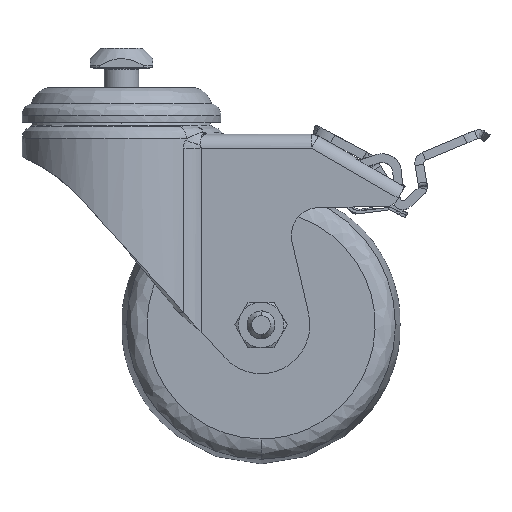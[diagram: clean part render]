
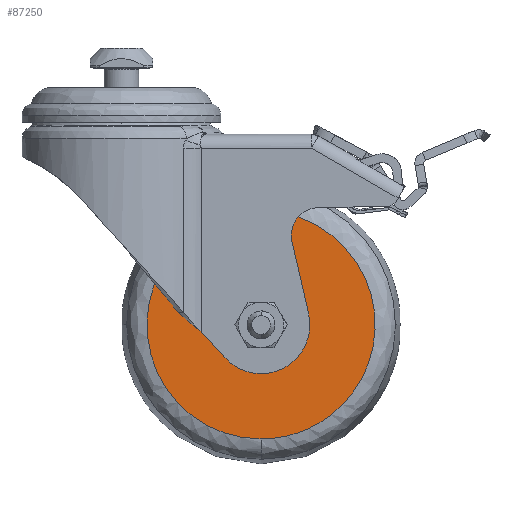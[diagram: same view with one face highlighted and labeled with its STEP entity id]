
A CAD part, front view. The second image highlights one B-rep face of the part: STEP entity #87250.
In plain terms, the highlighted planar face has unit normal (0, -1, 0).
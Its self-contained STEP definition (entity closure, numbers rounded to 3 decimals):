
#2484 = CARTESIAN_POINT ( 'NONE',  ( 40., -16., -78.079 ) ) ;
#2556 = ORIENTED_EDGE ( 'NONE', *, *, #63265, .F. ) ;
#4253 = VERTEX_POINT ( 'NONE', #58835 ) ;
#11475 = CARTESIAN_POINT ( 'NONE',  ( 40., -16., -68. ) ) ;
#11522 = EDGE_LOOP ( 'NONE', ( #2556, #46036 ) ) ;
#12109 = EDGE_LOOP ( 'NONE', ( #99030, #101421 ) ) ;
#15002 = CARTESIAN_POINT ( 'NONE',  ( 105.392, -16., -100.696 ) ) ;
#17041 = CARTESIAN_POINT ( 'NONE',  ( 40., -16., -100.696 ) ) ;
#17290 = AXIS2_PLACEMENT_3D ( 'NONE', #52898, #70468, #26824 ) ;
#18073 = CARTESIAN_POINT ( 'NONE',  ( 40., -16., -100.696 ) ) ;
#18320 = VERTEX_POINT ( 'NONE', #18073 ) ;
#19663 = AXIS2_PLACEMENT_3D ( 'NONE', #27078, #106365, #94853 ) ;
#23447 = CARTESIAN_POINT ( 'NONE',  ( 105.392, -16., -35.304 ) ) ;
#23459 = EDGE_CURVE ( 'NONE', #83036, #44227, #89028, .T. ) ;
#26824 = DIRECTION ( 'NONE',  ( 0., 0., 1. ) ) ;
#27078 = CARTESIAN_POINT ( 'NONE',  ( 40., -16., -68. ) ) ;
#27135 = FACE_OUTER_BOUND ( 'NONE', #12109, .T. ) ;
#36745 = FACE_BOUND ( 'NONE', #11522, .T. ) ;
#38155 = EDGE_CURVE ( 'NONE', #4253, #18320, #76377, .T. ) ;
#42921 =( BOUNDED_CURVE ( )  B_SPLINE_CURVE ( 3, ( #17041, #87149, #87524, #53094 ),
 .UNSPECIFIED., .F., .F. ) 
 B_SPLINE_CURVE_WITH_KNOTS ( ( 4, 4 ),
 ( 0.25, 0.75 ),
 .UNSPECIFIED. ) 
 CURVE ( )  GEOMETRIC_REPRESENTATION_ITEM ( )  RATIONAL_B_SPLINE_CURVE ( ( 1., 0.333, 0.333, 1. ) ) 
 REPRESENTATION_ITEM ( '' )  );
#44227 = VERTEX_POINT ( 'NONE', #83639 ) ;
#46036 = ORIENTED_EDGE ( 'NONE', *, *, #23459, .F. ) ;
#47496 = DIRECTION ( 'NONE',  ( 0., 0., 1. ) ) ;
#52898 = CARTESIAN_POINT ( 'NONE',  ( 40., -16., -68. ) ) ;
#53094 = CARTESIAN_POINT ( 'NONE',  ( 40., -16., -35.304 ) ) ;
#58697 = CARTESIAN_POINT ( 'NONE',  ( 40., -16., -35.304 ) ) ;
#58835 = CARTESIAN_POINT ( 'NONE',  ( 40., -16., -35.304 ) ) ;
#63265 = EDGE_CURVE ( 'NONE', #44227, #83036, #98224, .T. ) ;
#64330 = PLANE ( 'NONE',  #108883 ) ;
#68419 = EDGE_CURVE ( 'NONE', #18320, #4253, #42921, .T. ) ;
#70468 = DIRECTION ( 'NONE',  ( 0., -1., 0. ) ) ;
#75896 = CARTESIAN_POINT ( 'NONE',  ( 40., -16., -100.696 ) ) ;
#76377 =( BOUNDED_CURVE ( )  B_SPLINE_CURVE ( 3, ( #58697, #23447, #15002, #75896 ),
 .UNSPECIFIED., .F., .F. ) 
 B_SPLINE_CURVE_WITH_KNOTS ( ( 4, 4 ),
 ( 0.75, 1.25 ),
 .UNSPECIFIED. ) 
 CURVE ( )  GEOMETRIC_REPRESENTATION_ITEM ( )  RATIONAL_B_SPLINE_CURVE ( ( 1., 0.333, 0.333, 1. ) ) 
 REPRESENTATION_ITEM ( '' )  );
#81917 = DIRECTION ( 'NONE',  ( 0., 1., 0. ) ) ;
#83036 = VERTEX_POINT ( 'NONE', #2484 ) ;
#83639 = CARTESIAN_POINT ( 'NONE',  ( 40., -16., -57.921 ) ) ;
#87149 = CARTESIAN_POINT ( 'NONE',  ( -25.392, -16., -100.696 ) ) ;
#87250 = ADVANCED_FACE ( 'NONE', ( #36745, #27135 ), #64330, .F. ) ;
#87524 = CARTESIAN_POINT ( 'NONE',  ( -25.392, -16., -35.304 ) ) ;
#89028 = CIRCLE ( 'NONE', #17290, 10.079 ) ;
#94853 = DIRECTION ( 'NONE',  ( 0., 0., 1. ) ) ;
#98224 = CIRCLE ( 'NONE', #19663, 10.079 ) ;
#99030 = ORIENTED_EDGE ( 'NONE', *, *, #38155, .F. ) ;
#101421 = ORIENTED_EDGE ( 'NONE', *, *, #68419, .F. ) ;
#106365 = DIRECTION ( 'NONE',  ( 0., -1., 0. ) ) ;
#108883 = AXIS2_PLACEMENT_3D ( 'NONE', #11475, #81917, #47496 ) ;
